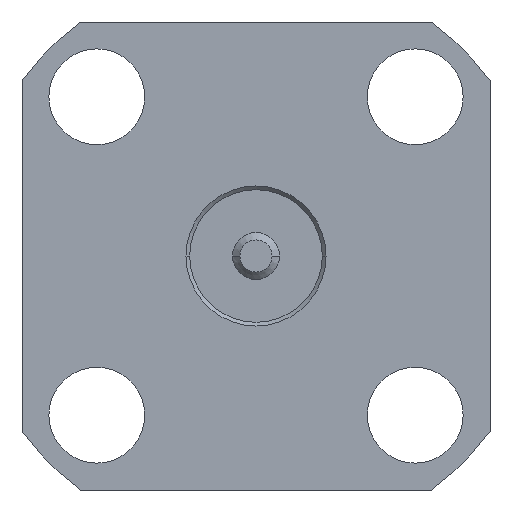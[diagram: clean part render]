
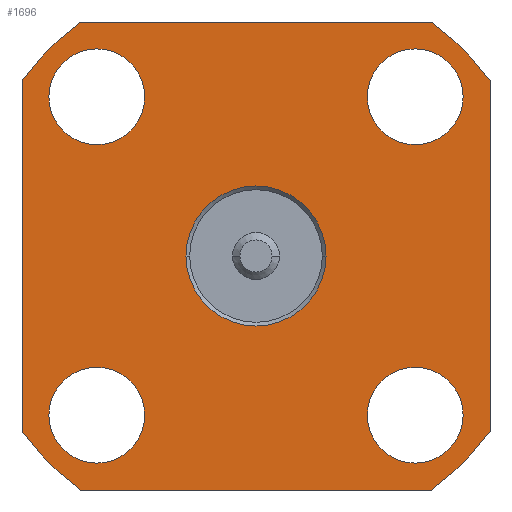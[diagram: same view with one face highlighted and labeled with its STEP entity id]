
A CAD part, left-side view. The second image highlights one B-rep face of the part: STEP entity #1696.
In plain terms, the highlighted planar face has unit normal (-1, 0, 0).
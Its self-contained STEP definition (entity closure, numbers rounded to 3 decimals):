
#387=CARTESIAN_POINT('',(0.,0.,0.));
#388=DIRECTION('',(-1.,0.,0.));
#389=DIRECTION('',(0.,0.8,-0.6));
#390=AXIS2_PLACEMENT_3D('',#387,#388,#389);
#392=DIRECTION('',(0.,0.,1.));
#393=VECTOR('',#392,9.533);
#394=CARTESIAN_POINT('',(0.,6.35,-4.767));
#395=LINE('',#394,#393);
#396=CARTESIAN_POINT('',(0.,0.,0.));
#397=DIRECTION('',(-1.,0.,0.));
#398=DIRECTION('',(0.,0.6,0.8));
#399=AXIS2_PLACEMENT_3D('',#396,#397,#398);
#401=DIRECTION('',(0.,-1.,0.));
#402=VECTOR('',#401,9.533);
#403=CARTESIAN_POINT('',(0.,4.767,6.35));
#404=LINE('',#403,#402);
#405=CARTESIAN_POINT('',(0.,0.,0.));
#406=DIRECTION('',(-1.,0.,0.));
#407=DIRECTION('',(0.,-0.8,0.6));
#408=AXIS2_PLACEMENT_3D('',#405,#406,#407);
#410=DIRECTION('',(0.,0.,-1.));
#411=VECTOR('',#410,9.533);
#412=CARTESIAN_POINT('',(0.,-6.35,4.767));
#413=LINE('',#412,#411);
#414=CARTESIAN_POINT('',(0.,0.,0.));
#415=DIRECTION('',(-1.,0.,0.));
#416=DIRECTION('',(0.,-0.6,-0.8));
#417=AXIS2_PLACEMENT_3D('',#414,#415,#416);
#419=DIRECTION('',(0.,1.,0.));
#420=VECTOR('',#419,9.533);
#421=CARTESIAN_POINT('',(0.,-4.767,-6.35));
#422=LINE('',#421,#420);
#423=CARTESIAN_POINT('',(0.,4.32,-4.32));
#424=DIRECTION('',(-1.,0.,0.));
#425=DIRECTION('',(0.,0.,1.));
#426=AXIS2_PLACEMENT_3D('',#423,#424,#425);
#428=CARTESIAN_POINT('',(0.,4.32,-4.32));
#429=DIRECTION('',(-1.,0.,0.));
#430=DIRECTION('',(0.,0.,-1.));
#431=AXIS2_PLACEMENT_3D('',#428,#429,#430);
#433=CARTESIAN_POINT('',(0.,-4.32,-4.32));
#434=DIRECTION('',(-1.,0.,0.));
#435=DIRECTION('',(0.,0.,1.));
#436=AXIS2_PLACEMENT_3D('',#433,#434,#435);
#438=CARTESIAN_POINT('',(0.,-4.32,-4.32));
#439=DIRECTION('',(-1.,0.,0.));
#440=DIRECTION('',(0.,0.,-1.));
#441=AXIS2_PLACEMENT_3D('',#438,#439,#440);
#443=CARTESIAN_POINT('',(0.,4.32,4.32));
#444=DIRECTION('',(-1.,0.,0.));
#445=DIRECTION('',(0.,0.,1.));
#446=AXIS2_PLACEMENT_3D('',#443,#444,#445);
#448=CARTESIAN_POINT('',(0.,4.32,4.32));
#449=DIRECTION('',(-1.,0.,0.));
#450=DIRECTION('',(0.,0.,-1.));
#451=AXIS2_PLACEMENT_3D('',#448,#449,#450);
#453=CARTESIAN_POINT('',(0.,-4.32,4.32));
#454=DIRECTION('',(-1.,0.,0.));
#455=DIRECTION('',(0.,0.,1.));
#456=AXIS2_PLACEMENT_3D('',#453,#454,#455);
#458=CARTESIAN_POINT('',(0.,-4.32,4.32));
#459=DIRECTION('',(-1.,0.,0.));
#460=DIRECTION('',(0.,0.,-1.));
#461=AXIS2_PLACEMENT_3D('',#458,#459,#460);
#463=CARTESIAN_POINT('',(0.,0.,0.));
#464=DIRECTION('',(1.,0.,0.));
#465=DIRECTION('',(0.,1.,0.));
#466=AXIS2_PLACEMENT_3D('',#463,#464,#465);
#468=CARTESIAN_POINT('',(0.,0.,0.));
#469=DIRECTION('',(1.,0.,0.));
#470=DIRECTION('',(0.,-1.,0.));
#471=AXIS2_PLACEMENT_3D('',#468,#469,#470);
#1089=CARTESIAN_POINT('',(0.,4.32,-3.02));
#1090=VERTEX_POINT('',#1089);
#1091=CARTESIAN_POINT('',(0.,4.32,-5.62));
#1092=VERTEX_POINT('',#1091);
#1093=CARTESIAN_POINT('',(0.,-4.32,-3.02));
#1094=VERTEX_POINT('',#1093);
#1095=CARTESIAN_POINT('',(0.,-4.32,-5.62));
#1096=VERTEX_POINT('',#1095);
#1097=CARTESIAN_POINT('',(0.,4.32,5.62));
#1098=VERTEX_POINT('',#1097);
#1099=CARTESIAN_POINT('',(0.,4.32,3.02));
#1100=VERTEX_POINT('',#1099);
#1101=CARTESIAN_POINT('',(0.,-4.32,5.62));
#1102=VERTEX_POINT('',#1101);
#1103=CARTESIAN_POINT('',(0.,-4.32,3.02));
#1104=VERTEX_POINT('',#1103);
#1121=CARTESIAN_POINT('',(0.,4.767,-6.35));
#1122=VERTEX_POINT('',#1121);
#1123=CARTESIAN_POINT('',(0.,-4.767,-6.35));
#1124=VERTEX_POINT('',#1123);
#1125=CARTESIAN_POINT('',(0.,-6.35,-4.767));
#1126=VERTEX_POINT('',#1125);
#1127=CARTESIAN_POINT('',(0.,-6.35,4.767));
#1128=VERTEX_POINT('',#1127);
#1129=CARTESIAN_POINT('',(0.,4.767,6.35));
#1130=VERTEX_POINT('',#1129);
#1131=CARTESIAN_POINT('',(0.,-4.767,6.35));
#1132=VERTEX_POINT('',#1131);
#1133=CARTESIAN_POINT('',(0.,6.35,-4.767));
#1134=VERTEX_POINT('',#1133);
#1135=CARTESIAN_POINT('',(0.,6.35,4.767));
#1136=VERTEX_POINT('',#1135);
#1137=CARTESIAN_POINT('',(0.,1.9,0.));
#1138=CARTESIAN_POINT('',(0.,-1.9,0.));
#1139=VERTEX_POINT('',#1137);
#1140=VERTEX_POINT('',#1138);
#1651=CARTESIAN_POINT('',(0.,0.,0.));
#1652=DIRECTION('',(-1.,0.,0.));
#1653=DIRECTION('',(0.,1.,0.));
#1654=AXIS2_PLACEMENT_3D('',#1651,#1652,#1653);
#1655=PLANE('',#1654);
#1656=ORIENTED_EDGE('',*,*,#1547,.F.);
#1657=ORIENTED_EDGE('',*,*,#1563,.T.);
#1658=ORIENTED_EDGE('',*,*,#1576,.F.);
#1659=ORIENTED_EDGE('',*,*,#1591,.T.);
#1660=ORIENTED_EDGE('',*,*,#1604,.F.);
#1661=ORIENTED_EDGE('',*,*,#1617,.T.);
#1662=ORIENTED_EDGE('',*,*,#1632,.F.);
#1663=ORIENTED_EDGE('',*,*,#1644,.T.);
#1664=EDGE_LOOP('',(#1656,#1657,#1658,#1659,#1660,#1661,#1662,#1663));
#1665=FACE_OUTER_BOUND('',#1664,.F.);
#1667=ORIENTED_EDGE('',*,*,#1666,.T.);
#1669=ORIENTED_EDGE('',*,*,#1668,.T.);
#1670=EDGE_LOOP('',(#1667,#1669));
#1671=FACE_BOUND('',#1670,.F.);
#1673=ORIENTED_EDGE('',*,*,#1672,.T.);
#1675=ORIENTED_EDGE('',*,*,#1674,.T.);
#1676=EDGE_LOOP('',(#1673,#1675));
#1677=FACE_BOUND('',#1676,.F.);
#1679=ORIENTED_EDGE('',*,*,#1678,.T.);
#1681=ORIENTED_EDGE('',*,*,#1680,.T.);
#1682=EDGE_LOOP('',(#1679,#1681));
#1683=FACE_BOUND('',#1682,.F.);
#1685=ORIENTED_EDGE('',*,*,#1684,.T.);
#1687=ORIENTED_EDGE('',*,*,#1686,.T.);
#1688=EDGE_LOOP('',(#1685,#1687));
#1689=FACE_BOUND('',#1688,.F.);
#1691=ORIENTED_EDGE('',*,*,#1690,.F.);
#1693=ORIENTED_EDGE('',*,*,#1692,.F.);
#1694=EDGE_LOOP('',(#1691,#1693));
#1695=FACE_BOUND('',#1694,.F.);
#1696=ADVANCED_FACE('',(#1665,#1671,#1677,#1683,#1689,#1695),#1655,.T.);
#391=CIRCLE('',#390,7.94);
#400=CIRCLE('',#399,7.94);
#409=CIRCLE('',#408,7.94);
#418=CIRCLE('',#417,7.94);
#427=CIRCLE('',#426,1.3);
#432=CIRCLE('',#431,1.3);
#437=CIRCLE('',#436,1.3);
#442=CIRCLE('',#441,1.3);
#447=CIRCLE('',#446,1.3);
#452=CIRCLE('',#451,1.3);
#457=CIRCLE('',#456,1.3);
#462=CIRCLE('',#461,1.3);
#467=CIRCLE('',#466,1.9);
#472=CIRCLE('',#471,1.9);
#1547=EDGE_CURVE('',#1134,#1122,#391,.T.);
#1563=EDGE_CURVE('',#1134,#1136,#395,.T.);
#1576=EDGE_CURVE('',#1130,#1136,#400,.T.);
#1591=EDGE_CURVE('',#1130,#1132,#404,.T.);
#1604=EDGE_CURVE('',#1128,#1132,#409,.T.);
#1617=EDGE_CURVE('',#1128,#1126,#413,.T.);
#1632=EDGE_CURVE('',#1124,#1126,#418,.T.);
#1644=EDGE_CURVE('',#1124,#1122,#422,.T.);
#1666=EDGE_CURVE('',#1090,#1092,#427,.T.);
#1668=EDGE_CURVE('',#1092,#1090,#432,.T.);
#1672=EDGE_CURVE('',#1094,#1096,#437,.T.);
#1674=EDGE_CURVE('',#1096,#1094,#442,.T.);
#1678=EDGE_CURVE('',#1098,#1100,#447,.T.);
#1680=EDGE_CURVE('',#1100,#1098,#452,.T.);
#1684=EDGE_CURVE('',#1102,#1104,#457,.T.);
#1686=EDGE_CURVE('',#1104,#1102,#462,.T.);
#1690=EDGE_CURVE('',#1139,#1140,#467,.T.);
#1692=EDGE_CURVE('',#1140,#1139,#472,.T.);
